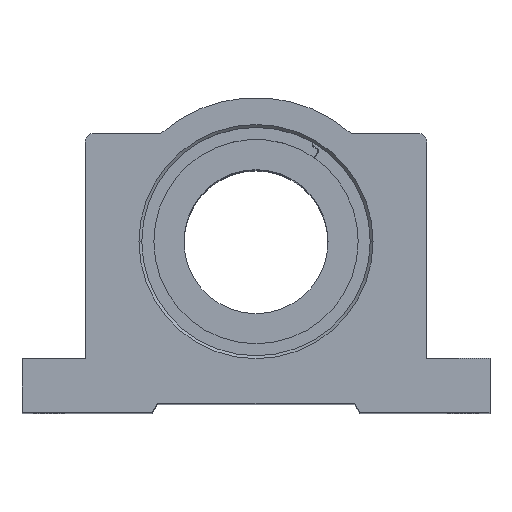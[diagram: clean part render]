
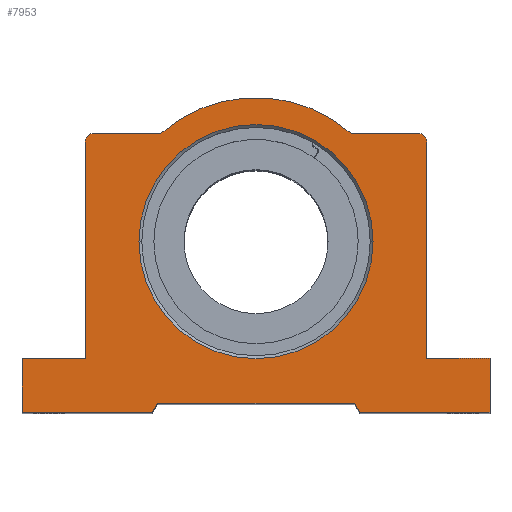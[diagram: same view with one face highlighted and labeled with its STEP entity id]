
A CAD part, top view. The second image highlights one B-rep face of the part: STEP entity #7953.
In plain terms, the highlighted planar face has unit normal (0, 0, 1).
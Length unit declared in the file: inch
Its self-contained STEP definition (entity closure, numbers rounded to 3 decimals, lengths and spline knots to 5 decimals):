
#9 = CARTESIAN_POINT ( 'NONE',  ( 0.68343, -1.122, 3. ) ) ;
#50 = VECTOR ( 'NONE', #7585, 39.37008 ) ;
#59 = CARTESIAN_POINT ( 'NONE',  ( 0., 0.751, 3. ) ) ;
#285 = FACE_BOUND ( 'NONE', #2145, .T. ) ;
#309 = CARTESIAN_POINT ( 'NONE',  ( -0.7325, -1.207, 3. ) ) ;
#315 = CARTESIAN_POINT ( 'NONE',  ( -1.1875, 0., 3. ) ) ;
#456 = DIRECTION ( 'NONE',  ( 1., 0., 0. ) ) ;
#501 = DIRECTION ( 'NONE',  ( 0., 0., 1. ) ) ;
#564 = DIRECTION ( 'NONE',  ( 0., 0., 1. ) ) ;
#660 = AXIS2_PLACEMENT_3D ( 'NONE', #4749, #501, #456 ) ;
#665 = VECTOR ( 'NONE', #5830, 39.37008 ) ;
#690 = LINE ( 'NONE', #4274, #4398 ) ;
#696 = EDGE_CURVE ( 'NONE', #4820, #9223, #1175, .T. ) ;
#738 = VECTOR ( 'NONE', #8861, 39.37008 ) ;
#897 = DIRECTION ( 'NONE',  ( 1., 0., 0. ) ) ;
#1012 = CARTESIAN_POINT ( 'NONE',  ( -0.68343, -1.122, 3. ) ) ;
#1133 = CARTESIAN_POINT ( 'NONE',  ( 0., 0.751, 3. ) ) ;
#1175 = LINE ( 'NONE', #1133, #4953 ) ;
#1261 = ORIENTED_EDGE ( 'NONE', *, *, #8443, .F. ) ;
#1348 = CARTESIAN_POINT ( 'NONE',  ( 0.6603, 0.751, 3. ) ) ;
#1377 = DIRECTION ( 'NONE',  ( 0., 0., 1. ) ) ;
#1433 = EDGE_CURVE ( 'NONE', #3881, #1505, #7131, .T. ) ;
#1440 = LINE ( 'NONE', #59, #665 ) ;
#1505 = VERTEX_POINT ( 'NONE', #7483 ) ;
#1516 = DIRECTION ( 'NONE',  ( 1., 0., 0. ) ) ;
#1518 = ORIENTED_EDGE ( 'NONE', *, *, #5377, .F. ) ;
#1714 = CARTESIAN_POINT ( 'NONE',  ( -1.625, -1.187, 3. ) ) ;
#1759 = CARTESIAN_POINT ( 'NONE',  ( 0., -1.187, 3. ) ) ;
#1766 = VECTOR ( 'NONE', #9043, 39.37008 ) ;
#1786 = VERTEX_POINT ( 'NONE', #9256 ) ;
#2082 = EDGE_CURVE ( 'NONE', #4820, #8793, #7433, .T. ) ;
#2145 = EDGE_LOOP ( 'NONE', ( #8832, #6183 ) ) ;
#2227 = CARTESIAN_POINT ( 'NONE',  ( 0., -1.187, 3. ) ) ;
#2241 = DIRECTION ( 'NONE',  ( -0.5, 0.866, 0. ) ) ;
#2394 = VERTEX_POINT ( 'NONE', #2779 ) ;
#2425 = EDGE_CURVE ( 'NONE', #1786, #2955, #4568, .T. ) ;
#2684 = ORIENTED_EDGE ( 'NONE', *, *, #6718, .T. ) ;
#2779 = CARTESIAN_POINT ( 'NONE',  ( -1.625, -0.812, 3. ) ) ;
#2909 = CARTESIAN_POINT ( 'NONE',  ( -0.813, 0., 3. ) ) ;
#2955 = VERTEX_POINT ( 'NONE', #9341 ) ;
#3009 = CARTESIAN_POINT ( 'NONE',  ( 0., 0., 3. ) ) ;
#3030 = LINE ( 'NONE', #315, #8114 ) ;
#3045 = EDGE_CURVE ( 'NONE', #7341, #2394, #5547, .T. ) ;
#3060 = DIRECTION ( 'NONE',  ( 1., 0., 0. ) ) ;
#3069 = CARTESIAN_POINT ( 'NONE',  ( 0., 0., 3. ) ) ;
#3071 = VERTEX_POINT ( 'NONE', #7998 ) ;
#3079 = LINE ( 'NONE', #1759, #5824 ) ;
#3081 = CARTESIAN_POINT ( 'NONE',  ( 1.1275, 0.751, 3. ) ) ;
#3135 = CIRCLE ( 'NONE', #6940, 0.06 ) ;
#3166 = CARTESIAN_POINT ( 'NONE',  ( 0.72095, -1.187, 3. ) ) ;
#3210 = VECTOR ( 'NONE', #4676, 39.37008 ) ;
#3341 = CARTESIAN_POINT ( 'NONE',  ( 1.1875, 0., 3. ) ) ;
#3497 = ORIENTED_EDGE ( 'NONE', *, *, #9349, .F. ) ;
#3748 = ORIENTED_EDGE ( 'NONE', *, *, #696, .F. ) ;
#3881 = VERTEX_POINT ( 'NONE', #2909 ) ;
#3975 = EDGE_CURVE ( 'NONE', #6353, #8699, #4465, .T. ) ;
#4087 = DIRECTION ( 'NONE',  ( 1., 0., 0. ) ) ;
#4274 = CARTESIAN_POINT ( 'NONE',  ( 0., -0.812, 3. ) ) ;
#4275 = EDGE_CURVE ( 'NONE', #8862, #5098, #690, .T. ) ;
#4398 = VECTOR ( 'NONE', #8675, 39.37008 ) ;
#4461 = CARTESIAN_POINT ( 'NONE',  ( 1.1875, -0.812, 3. ) ) ;
#4465 = LINE ( 'NONE', #5054, #7430 ) ;
#4479 = LINE ( 'NONE', #7382, #50 ) ;
#4568 = CIRCLE ( 'NONE', #660, 0.06 ) ;
#4578 = EDGE_CURVE ( 'NONE', #8562, #8862, #4479, .T. ) ;
#4676 = DIRECTION ( 'NONE',  ( 0., -1., 0. ) ) ;
#4712 = ORIENTED_EDGE ( 'NONE', *, *, #5795, .F. ) ;
#4720 = CARTESIAN_POINT ( 'NONE',  ( 1.625, -0.812, 3. ) ) ;
#4749 = CARTESIAN_POINT ( 'NONE',  ( -1.1275, 0.691, 3. ) ) ;
#4820 = VERTEX_POINT ( 'NONE', #1348 ) ;
#4828 = VERTEX_POINT ( 'NONE', #5392 ) ;
#4953 = VECTOR ( 'NONE', #4087, 39.37008 ) ;
#5054 = CARTESIAN_POINT ( 'NONE',  ( 0.68343, -1.122, 3. ) ) ;
#5098 = VERTEX_POINT ( 'NONE', #4461 ) ;
#5237 = ORIENTED_EDGE ( 'NONE', *, *, #2082, .T. ) ;
#5297 = CARTESIAN_POINT ( 'NONE',  ( 0., 0., 3. ) ) ;
#5377 = EDGE_CURVE ( 'NONE', #4828, #8357, #5425, .T. ) ;
#5392 = CARTESIAN_POINT ( 'NONE',  ( -0.68343, -1.122, 3. ) ) ;
#5425 = LINE ( 'NONE', #309, #1766 ) ;
#5456 = PLANE ( 'NONE',  #8391 ) ;
#5547 = LINE ( 'NONE', #8438, #8966 ) ;
#5677 = VECTOR ( 'NONE', #7908, 39.37008 ) ;
#5699 = CARTESIAN_POINT ( 'NONE',  ( -1.625, 0., 3. ) ) ;
#5704 = ORIENTED_EDGE ( 'NONE', *, *, #7837, .F. ) ;
#5795 = EDGE_CURVE ( 'NONE', #8699, #4828, #8810, .T. ) ;
#5824 = VECTOR ( 'NONE', #7455, 39.37008 ) ;
#5830 = DIRECTION ( 'NONE',  ( 1., 0., 0. ) ) ;
#5874 = DIRECTION ( 'NONE',  ( 0., 0., -1. ) ) ;
#5887 = AXIS2_PLACEMENT_3D ( 'NONE', #3069, #5874, #897 ) ;
#5889 = DIRECTION ( 'NONE',  ( 0., 0., 1. ) ) ;
#6045 = ORIENTED_EDGE ( 'NONE', *, *, #8336, .F. ) ;
#6073 = AXIS2_PLACEMENT_3D ( 'NONE', #7314, #5889, #8808 ) ;
#6114 = ORIENTED_EDGE ( 'NONE', *, *, #3975, .F. ) ;
#6151 = FACE_OUTER_BOUND ( 'NONE', #6735, .T. ) ;
#6171 = ORIENTED_EDGE ( 'NONE', *, *, #4578, .T. ) ;
#6183 = ORIENTED_EDGE ( 'NONE', *, *, #1433, .T. ) ;
#6216 = AXIS2_PLACEMENT_3D ( 'NONE', #3009, #8833, #3060 ) ;
#6261 = EDGE_CURVE ( 'NONE', #1505, #3881, #7872, .T. ) ;
#6287 = DIRECTION ( 'NONE',  ( -1., 0., 0. ) ) ;
#6305 = ORIENTED_EDGE ( 'NONE', *, *, #4275, .T. ) ;
#6353 = VERTEX_POINT ( 'NONE', #3166 ) ;
#6507 = CARTESIAN_POINT ( 'NONE',  ( 1.625, -1.187, 3. ) ) ;
#6518 = LINE ( 'NONE', #2227, #5677 ) ;
#6612 = CARTESIAN_POINT ( 'NONE',  ( -0.72095, -1.187, 3. ) ) ;
#6707 = DIRECTION ( 'NONE',  ( 0., 1., 0. ) ) ;
#6718 = EDGE_CURVE ( 'NONE', #3071, #9223, #3135, .T. ) ;
#6735 = EDGE_LOOP ( 'NONE', ( #6045, #6171, #6305, #3497, #2684, #3748, #5237, #5704, #8719, #7765, #9312, #8709, #1261, #1518, #4712, #6114 ) ) ;
#6758 = CARTESIAN_POINT ( 'NONE',  ( -1.1875, -0.812, 3. ) ) ;
#6913 = LINE ( 'NONE', #3341, #3210 ) ;
#6940 = AXIS2_PLACEMENT_3D ( 'NONE', #9329, #1377, #1516 ) ;
#6973 = LINE ( 'NONE', #5699, #7714 ) ;
#7016 = EDGE_CURVE ( 'NONE', #2394, #9214, #6973, .T. ) ;
#7131 = CIRCLE ( 'NONE', #6216, 0.813 ) ;
#7314 = CARTESIAN_POINT ( 'NONE',  ( 0., 0., 3. ) ) ;
#7341 = VERTEX_POINT ( 'NONE', #6758 ) ;
#7382 = CARTESIAN_POINT ( 'NONE',  ( 1.625, 0., 3. ) ) ;
#7430 = VECTOR ( 'NONE', #2241, 39.37008 ) ;
#7433 = CIRCLE ( 'NONE', #6073, 1. ) ;
#7455 = DIRECTION ( 'NONE',  ( -1., 0., 0. ) ) ;
#7483 = CARTESIAN_POINT ( 'NONE',  ( 0.813, 0., 3. ) ) ;
#7572 = CARTESIAN_POINT ( 'NONE',  ( -0.6603, 0.751, 3. ) ) ;
#7585 = DIRECTION ( 'NONE',  ( 0., 1., 0. ) ) ;
#7714 = VECTOR ( 'NONE', #8597, 39.37008 ) ;
#7765 = ORIENTED_EDGE ( 'NONE', *, *, #9216, .F. ) ;
#7837 = EDGE_CURVE ( 'NONE', #1786, #8793, #1440, .T. ) ;
#7872 = CIRCLE ( 'NONE', #5887, 0.813 ) ;
#7908 = DIRECTION ( 'NONE',  ( -1., 0., 0. ) ) ;
#7953 = ADVANCED_FACE ( 'NONE', ( #285, #6151 ), #5456, .T. ) ;
#7998 = CARTESIAN_POINT ( 'NONE',  ( 1.1875, 0.691, 3. ) ) ;
#8114 = VECTOR ( 'NONE', #6707, 39.37008 ) ;
#8336 = EDGE_CURVE ( 'NONE', #8562, #6353, #6518, .T. ) ;
#8357 = VERTEX_POINT ( 'NONE', #6612 ) ;
#8391 = AXIS2_PLACEMENT_3D ( 'NONE', #5297, #564, #8590 ) ;
#8438 = CARTESIAN_POINT ( 'NONE',  ( 0., -0.812, 3. ) ) ;
#8443 = EDGE_CURVE ( 'NONE', #8357, #9214, #3079, .T. ) ;
#8562 = VERTEX_POINT ( 'NONE', #6507 ) ;
#8590 = DIRECTION ( 'NONE',  ( 1., 0., 0. ) ) ;
#8597 = DIRECTION ( 'NONE',  ( 0., -1., 0. ) ) ;
#8675 = DIRECTION ( 'NONE',  ( -1., 0., 0. ) ) ;
#8699 = VERTEX_POINT ( 'NONE', #9 ) ;
#8709 = ORIENTED_EDGE ( 'NONE', *, *, #7016, .T. ) ;
#8719 = ORIENTED_EDGE ( 'NONE', *, *, #2425, .T. ) ;
#8793 = VERTEX_POINT ( 'NONE', #7572 ) ;
#8808 = DIRECTION ( 'NONE',  ( 1., 0., 0. ) ) ;
#8810 = LINE ( 'NONE', #1012, #738 ) ;
#8832 = ORIENTED_EDGE ( 'NONE', *, *, #6261, .T. ) ;
#8833 = DIRECTION ( 'NONE',  ( 0., 0., -1. ) ) ;
#8861 = DIRECTION ( 'NONE',  ( -1., 0., 0. ) ) ;
#8862 = VERTEX_POINT ( 'NONE', #4720 ) ;
#8966 = VECTOR ( 'NONE', #6287, 39.37008 ) ;
#9043 = DIRECTION ( 'NONE',  ( -0.5, -0.866, 0. ) ) ;
#9214 = VERTEX_POINT ( 'NONE', #1714 ) ;
#9216 = EDGE_CURVE ( 'NONE', #7341, #2955, #3030, .T. ) ;
#9223 = VERTEX_POINT ( 'NONE', #3081 ) ;
#9256 = CARTESIAN_POINT ( 'NONE',  ( -1.1275, 0.751, 3. ) ) ;
#9312 = ORIENTED_EDGE ( 'NONE', *, *, #3045, .T. ) ;
#9329 = CARTESIAN_POINT ( 'NONE',  ( 1.1275, 0.691, 3. ) ) ;
#9341 = CARTESIAN_POINT ( 'NONE',  ( -1.1875, 0.691, 3. ) ) ;
#9349 = EDGE_CURVE ( 'NONE', #3071, #5098, #6913, .T. ) ;
